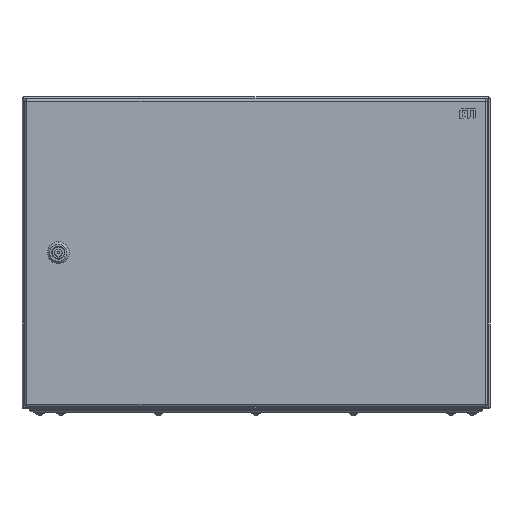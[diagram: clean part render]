
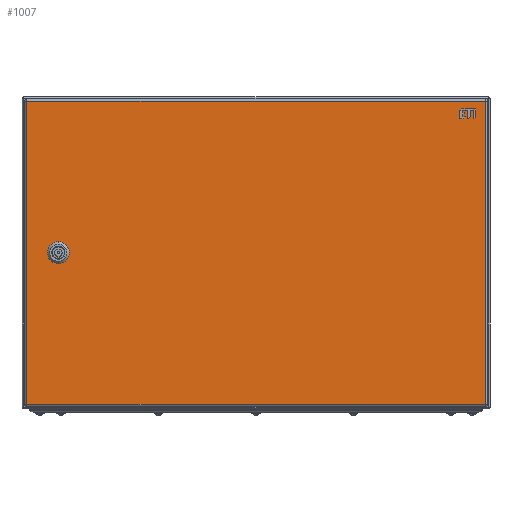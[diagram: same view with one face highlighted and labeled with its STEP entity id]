
A CAD part, front view. The second image highlights one B-rep face of the part: STEP entity #1007.
In plain terms, the highlighted face is planar.
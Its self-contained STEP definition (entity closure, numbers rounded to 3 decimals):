
#259=DIRECTION('',(0.,1.,0.));
#260=VECTOR('',#259,588.4);
#261=CARTESIAN_POINT('',(-194.5,-294.2,0.));
#262=LINE('',#261,#260);
#273=DIRECTION('',(-1.,0.,0.));
#274=VECTOR('',#273,10.111);
#275=CARTESIAN_POINT('',(5.056,-263.75,0.));
#276=LINE('',#275,#274);
#280=CARTESIAN_POINT('',(0.,-253.7,0.));
#281=DIRECTION('',(0.,0.,-1.));
#282=DIRECTION('',(-0.449,-0.893,0.));
#283=AXIS2_PLACEMENT_3D('',#280,#281,#282);
#288=DIRECTION('',(0.,1.,0.));
#289=VECTOR('',#288,10.111);
#290=CARTESIAN_POINT('',(-10.05,-258.756,0.));
#291=LINE('',#290,#289);
#295=CARTESIAN_POINT('',(0.,-253.7,0.));
#296=DIRECTION('',(0.,0.,-1.));
#297=DIRECTION('',(-0.893,0.449,0.));
#298=AXIS2_PLACEMENT_3D('',#295,#296,#297);
#303=DIRECTION('',(1.,0.,0.));
#304=VECTOR('',#303,10.111);
#305=CARTESIAN_POINT('',(-5.056,-243.65,0.));
#306=LINE('',#305,#304);
#310=CARTESIAN_POINT('',(0.,-253.7,0.));
#311=DIRECTION('',(0.,0.,-1.));
#312=DIRECTION('',(0.449,0.893,0.));
#313=AXIS2_PLACEMENT_3D('',#310,#311,#312);
#318=DIRECTION('',(0.,-1.,0.));
#319=VECTOR('',#318,10.111);
#320=CARTESIAN_POINT('',(10.05,-248.644,0.));
#321=LINE('',#320,#319);
#325=CARTESIAN_POINT('',(0.,-253.7,0.));
#326=DIRECTION('',(0.,0.,-1.));
#327=DIRECTION('',(0.893,-0.449,0.));
#328=AXIS2_PLACEMENT_3D('',#325,#326,#327);
#333=DIRECTION('',(0.,-1.,0.));
#334=VECTOR('',#333,588.4);
#335=CARTESIAN_POINT('',(194.5,294.2,0.));
#336=LINE('',#335,#334);
#371=DIRECTION('',(-1.,0.,0.));
#372=VECTOR('',#371,389.);
#373=CARTESIAN_POINT('',(194.5,-294.2,0.));
#374=LINE('',#373,#372);
#440=DIRECTION('',(1.,0.,0.));
#441=VECTOR('',#440,389.);
#442=CARTESIAN_POINT('',(-194.5,294.2,0.));
#443=LINE('',#442,#441);
#713=CARTESIAN_POINT('',(-194.5,-294.2,0.));
#714=CARTESIAN_POINT('',(-194.5,294.2,0.));
#715=VERTEX_POINT('',#713);
#716=VERTEX_POINT('',#714);
#717=CARTESIAN_POINT('',(194.5,294.2,0.));
#718=CARTESIAN_POINT('',(194.5,-294.2,0.));
#719=VERTEX_POINT('',#717);
#720=VERTEX_POINT('',#718);
#721=CARTESIAN_POINT('',(5.056,-263.75,0.));
#722=CARTESIAN_POINT('',(-5.056,-263.75,0.));
#723=VERTEX_POINT('',#721);
#724=VERTEX_POINT('',#722);
#725=CARTESIAN_POINT('',(-10.05,-258.756,0.));
#726=VERTEX_POINT('',#725);
#727=CARTESIAN_POINT('',(-10.05,-248.644,0.));
#728=VERTEX_POINT('',#727);
#729=CARTESIAN_POINT('',(-5.056,-243.65,0.));
#730=VERTEX_POINT('',#729);
#731=CARTESIAN_POINT('',(5.056,-243.65,0.));
#732=VERTEX_POINT('',#731);
#733=CARTESIAN_POINT('',(10.05,-248.644,0.));
#734=VERTEX_POINT('',#733);
#735=CARTESIAN_POINT('',(10.05,-258.756,0.));
#736=VERTEX_POINT('',#735);
#975=CARTESIAN_POINT('',(0.,0.,0.));
#976=DIRECTION('',(0.,0.,-1.));
#977=DIRECTION('',(-1.,0.,0.));
#978=AXIS2_PLACEMENT_3D('',#975,#976,#977);
#979=PLANE('',#978);
#981=ORIENTED_EDGE('',*,*,#980,.F.);
#983=ORIENTED_EDGE('',*,*,#982,.F.);
#984=ORIENTED_EDGE('',*,*,#965,.F.);
#986=ORIENTED_EDGE('',*,*,#985,.F.);
#987=EDGE_LOOP('',(#981,#983,#984,#986));
#988=FACE_OUTER_BOUND('',#987,.F.);
#990=ORIENTED_EDGE('',*,*,#989,.T.);
#992=ORIENTED_EDGE('',*,*,#991,.T.);
#994=ORIENTED_EDGE('',*,*,#993,.T.);
#996=ORIENTED_EDGE('',*,*,#995,.T.);
#998=ORIENTED_EDGE('',*,*,#997,.T.);
#1000=ORIENTED_EDGE('',*,*,#999,.T.);
#1002=ORIENTED_EDGE('',*,*,#1001,.T.);
#1004=ORIENTED_EDGE('',*,*,#1003,.T.);
#1005=EDGE_LOOP('',(#990,#992,#994,#996,#998,#1000,#1002,#1004));
#1006=FACE_BOUND('',#1005,.F.);
#284=CIRCLE('',#283,11.25);
#299=CIRCLE('',#298,11.25);
#314=CIRCLE('',#313,11.25);
#329=CIRCLE('',#328,11.25);
#965=EDGE_CURVE('',#715,#716,#262,.T.);
#980=EDGE_CURVE('',#719,#720,#336,.T.);
#982=EDGE_CURVE('',#716,#719,#443,.T.);
#985=EDGE_CURVE('',#720,#715,#374,.T.);
#989=EDGE_CURVE('',#723,#724,#276,.T.);
#991=EDGE_CURVE('',#724,#726,#284,.T.);
#993=EDGE_CURVE('',#726,#728,#291,.T.);
#995=EDGE_CURVE('',#728,#730,#299,.T.);
#997=EDGE_CURVE('',#730,#732,#306,.T.);
#999=EDGE_CURVE('',#732,#734,#314,.T.);
#1001=EDGE_CURVE('',#734,#736,#321,.T.);
#1003=EDGE_CURVE('',#736,#723,#329,.T.);
#1007=ADVANCED_FACE('',(#988,#1006),#979,.T.);
